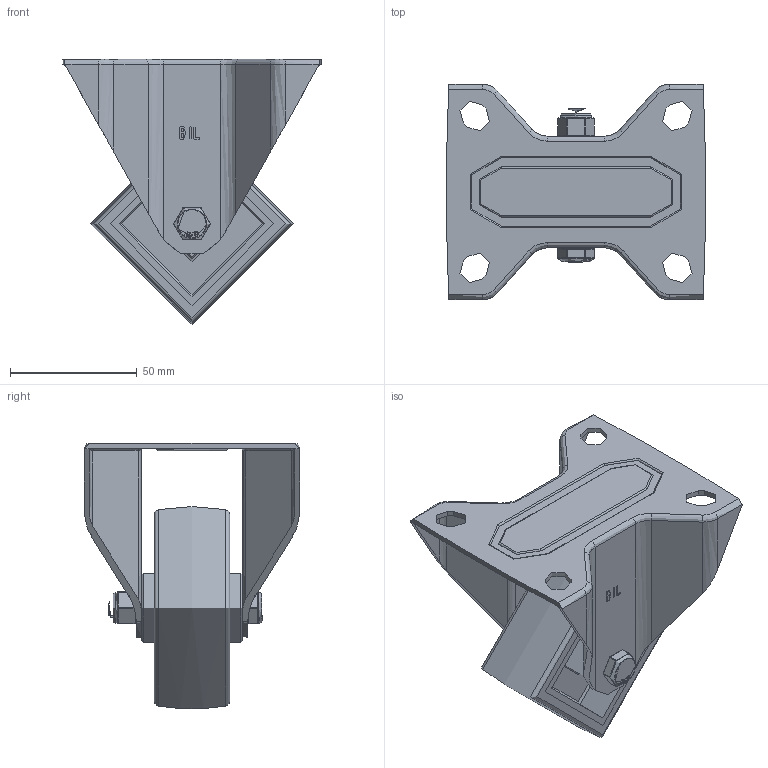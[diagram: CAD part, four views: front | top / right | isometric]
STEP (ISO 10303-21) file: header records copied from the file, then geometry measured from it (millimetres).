
FILE_DESCRIPTION(/* description */ (''),/* implementation_level */ '2;1');
FILE_NAME(/* name */ 'SSMMF80PN.step',/* time_stamp */ '2024-07-02T10:35:38+01:00',/* author */ (''),/* organization */ (''),/* preprocessor_version */ 'ST-DEVELOPER v20',/* originating_system */ 'Autodesk Translation Framework v13.14.0.145',/* authorisation */ '');
FILE_SCHEMA (('AUTOMOTIVE_DESIGN { 1 0 10303 214 3 1 1 }'));
Length unit declared in the file: millimetre
Products named in the file (14): SSMMF80PN; SSMMF80AS - 40 v1; ZINC PLATED, PRESSED STEEL BRACKET; BZMM80WPN v1; POLYURETHANE TYRE; NYLON RIM; TUBEM12X40SS v1; STAINLESS STEEL TUBE; HEXBOLTM8X55A2 v2; GRADE A2 304 STAINLESS STEEL  BOLT; NYLOCM8A2 v1; STAINLESS STEEL NYLOC NUT; NUT; RUBBER
Assembly tree (13 placements, depth 4):
  SSMMF80PN
    SSMMF80AS - 40 v1
      ZINC PLATED, PRESSED STEEL BRACKET
    BZMM80WPN v1
      POLYURETHANE TYRE
      NYLON RIM
    TUBEM12X40SS v1
      STAINLESS STEEL TUBE
    HEXBOLTM8X55A2 v2
      GRADE A2 304 STAINLESS STEEL  BOLT
    NYLOCM8A2 v1
      STAINLESS STEEL NYLOC NUT
        NUT
        RUBBER
Bounding box: 102.3 x 85 x 104.87 mm (x, y, z)
Volume: 132575.1 mm3; surface area: 78292.9 mm2
Topology: 7 solids, 7 shells, 400 faces, 981 edges, 611 vertices
Faces by surface type: cylinder 146, plane 126, bspline 63, torus 34, sphere 24, cone 7
Full cylindrical faces by diameter (mm): 6.446 x7, 7.866 x13, 8 x3, 8.25 x2, 8.5 x1, 8.6 x2, 11.5 x1, 11.9 x1, 12.1 x1, 12.4 x1, 27.5 x2, 57.5 x2, 64.5 x2
Entity records: 17360 total; most frequent: CARTESIAN_POINT 7945, ORIENTED_EDGE 1950, DIRECTION 1781, EDGE_CURVE 975, AXIS2_PLACEMENT_3D 665, VERTEX_POINT 611, LINE 451, VECTOR 451
